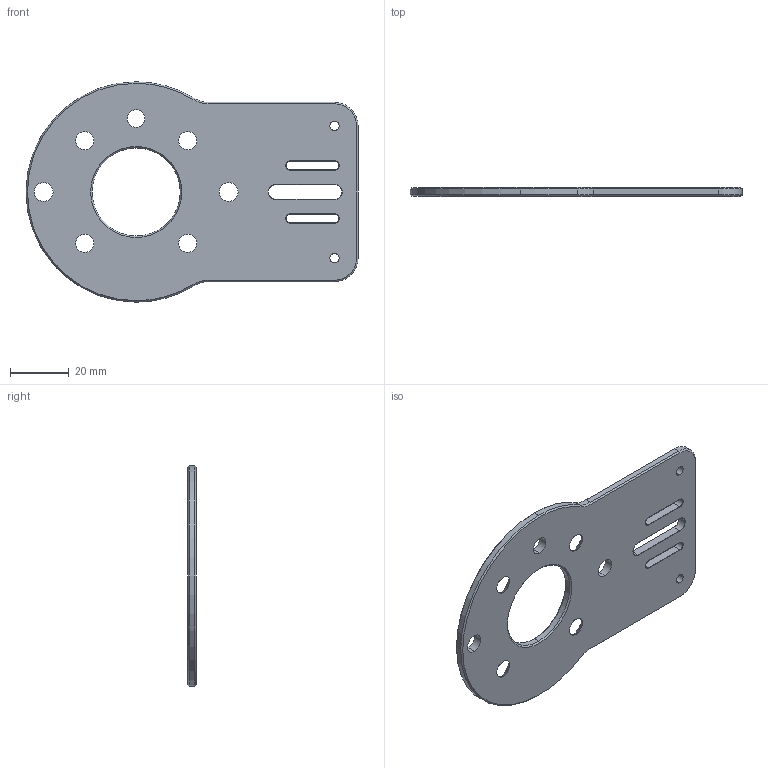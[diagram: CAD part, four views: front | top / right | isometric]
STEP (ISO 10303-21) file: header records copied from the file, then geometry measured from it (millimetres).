
FILE_DESCRIPTION (( 'STEP AP203' ), '1' );
FILE_NAME ('����ͷ�̶���1300.STEP', '2021-07-14T02:58:21', ( '' ), ( '' ), 'SwSTEP 2.0', 'SolidWorks 2019', '' );
FILE_SCHEMA (( 'CONFIG_CONTROL_DESIGN' ));
Length unit declared in the file: millimetre
Products named in the file (1): ����ͷ�̶���1300
Bounding box: 113 x 3 x 75 mm (x, y, z)
Volume: 16822.3 mm3; surface area: 13491.1 mm2
Topology: 1 solids, 1 shells, 106 faces, 250 edges, 148 vertices
Faces by surface type: cone 38, cylinder 37, plane 31
Entity records: 3147 total; most frequent: DIRECTION 576, CARTESIAN_POINT 505, ORIENTED_EDGE 500, EDGE_CURVE 250, AXIS2_PLACEMENT_3D 219, VERTEX_POINT 148, VECTOR 138, LINE 138
